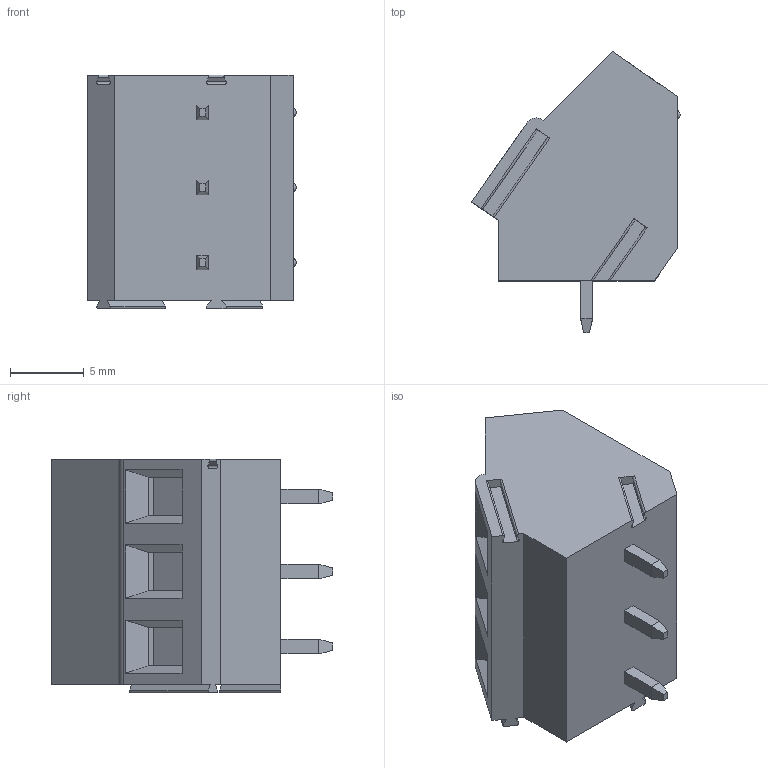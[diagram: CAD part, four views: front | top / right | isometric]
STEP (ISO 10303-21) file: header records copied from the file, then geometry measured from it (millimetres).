
FILE_DESCRIPTION((''),'2;1');
FILE_NAME('TL307','2024-12-14T',('yanfa'),(''),'PRO/ENGINEER BY PARAMETRIC TECHNOLOGY CORPORATION, 2009280','PRO/ENGINEER BY PARAMETRIC TECHNOLOGY CORPORATION, 2009280','');
FILE_SCHEMA(('AUTOMOTIVE_DESIGN_CC2 { 1 2 10303 214 -1 1 5 2 }'));
Length unit declared in the file: millimetre
Products named in the file (1): TL307
Bounding box: 14.11 x 19.03 x 15.84 mm (x, y, z)
Volume: 2259.2 mm3; surface area: 1275.6 mm2
Topology: 1 solids, 1 shells, 159 faces, 405 edges, 260 vertices
Faces by surface type: plane 101, cylinder 37, cone 12, torus 6, sphere 3
Entity records: 4871 total; most frequent: CARTESIAN_POINT 959, ORIENTED_EDGE 810, DIRECTION 797, EDGE_CURVE 405, VECTOR 295, LINE 295, VERTEX_POINT 260, AXIS2_PLACEMENT_3D 251
